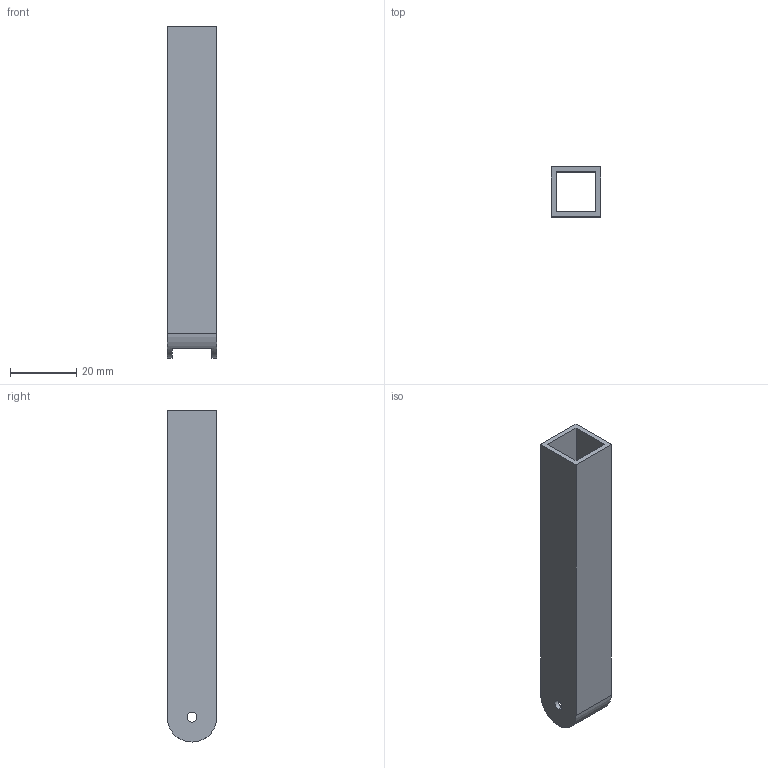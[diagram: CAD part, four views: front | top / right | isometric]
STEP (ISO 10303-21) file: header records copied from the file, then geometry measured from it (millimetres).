
FILE_DESCRIPTION (( 'STEP AP214' ), '1' );
FILE_NAME ('profilé_carré_creux_8.step', '2016-11-18T20:42:12', ( '' ), ( '' ), 'SwSTEP 2.0', 'SolidWorks 2015', '' );
FILE_SCHEMA (( 'AUTOMOTIVE_DESIGN' ));
Length unit declared in the file: millimetre
Products named in the file (1): profil嶱carr嶱creux_8
Bounding box: 15 x 15 x 100 mm (x, y, z)
Volume: 7498.3 mm3; surface area: 10324.3 mm2
Topology: 1 solids, 1 shells, 22 faces, 66 edges, 44 vertices
Faces by surface type: plane 12, cylinder 10
Entity records: 804 total; most frequent: DIRECTION 136, CARTESIAN_POINT 133, ORIENTED_EDGE 132, EDGE_CURVE 66, AXIS2_PLACEMENT_3D 47, VERTEX_POINT 44, LINE 42, VECTOR 42
